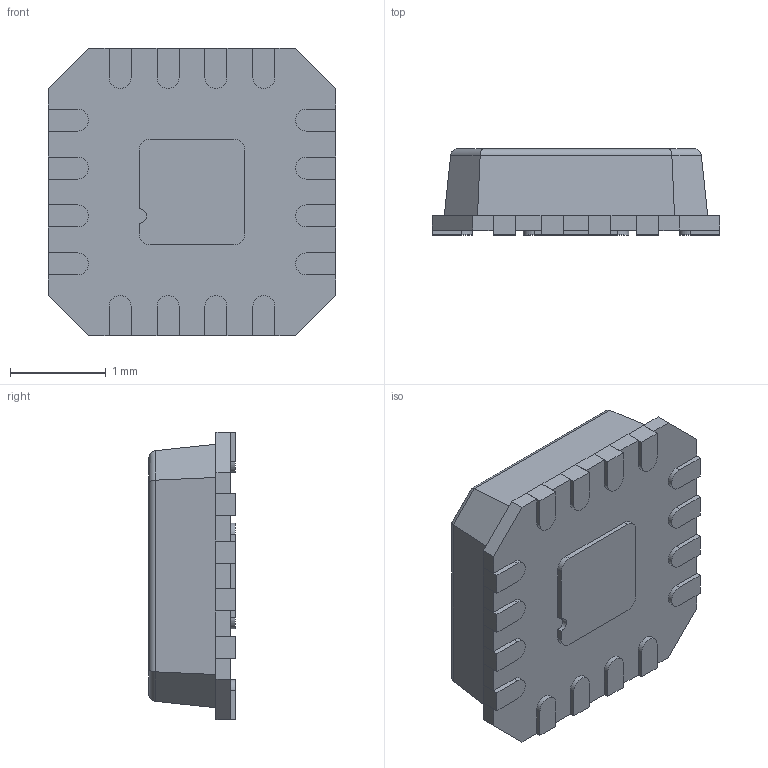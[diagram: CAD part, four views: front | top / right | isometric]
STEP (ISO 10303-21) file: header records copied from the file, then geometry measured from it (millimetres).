
FILE_DESCRIPTION (( 'STEP AP214' ), '1' );
FILE_NAME ('21-0102&T1633-4&12.STEP', '2024-04-18T03:02:09', ( '' ), ( '' ), 'SwSTEP 2.0', 'SolidWorks 2021', '' );
FILE_SCHEMA (( 'AUTOMOTIVE_DESIGN' ));
Length unit declared in the file: millimetre
Products named in the file (1): 21-0102&T1633-4&12
Bounding box: 3 x 0.9 x 3 mm (x, y, z)
Volume: 6.3 mm3; surface area: 36.8 mm2
Topology: 19 solids, 19 shells, 256 faces, 608 edges, 392 vertices
Faces by surface type: plane 194, cylinder 62
Entity records: 7476 total; most frequent: CARTESIAN_POINT 1281, DIRECTION 1222, ORIENTED_EDGE 1216, EDGE_CURVE 608, LINE 492, VECTOR 492, VERTEX_POINT 392, AXIS2_PLACEMENT_3D 365
